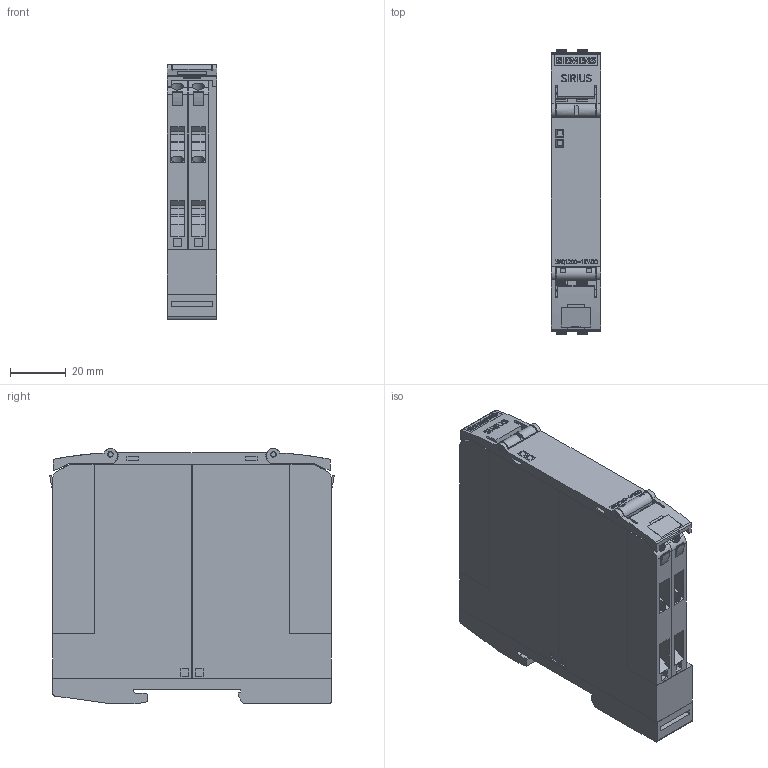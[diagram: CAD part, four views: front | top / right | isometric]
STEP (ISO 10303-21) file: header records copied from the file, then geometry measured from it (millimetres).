
FILE_DESCRIPTION(('STEP AP214'),'1');
FILE_NAME('cctmp_6B07D132-B852-4711-B873-66CB0134C7E2_2023_07_21_09_56_14_0949..stp','2023-07-21T07:56:16',('SIEMENS A&D'),('CADClick - www.CADClick.com'),'Spatial InterOp 3D postprocessed',' ','unknown authorization');
FILE_SCHEMA(('AUTOMOTIVE_DESIGN'));
Length unit declared in the file: millimetre
Products named in the file (1): 2023_07_21_09_56_14_0893
Bounding box: 17.85 x 101.9 x 91.42 mm (x, y, z)
Volume: 140400.9 mm3; surface area: 43314.3 mm2
Topology: 1 solids, 1 shells, 1388 faces, 3865 edges, 2566 vertices
Faces by surface type: plane 1117, cylinder 231, cone 24, torus 16
Entity records: 49210 total; most frequent: CARTESIAN_POINT 8894, ORIENTED_EDGE 7722, DIRECTION 7162, EDGE_CURVE 3861, LINE 3122, VECTOR 3122, VERTEX_POINT 2566, AXIS2_PLACEMENT_3D 2020
